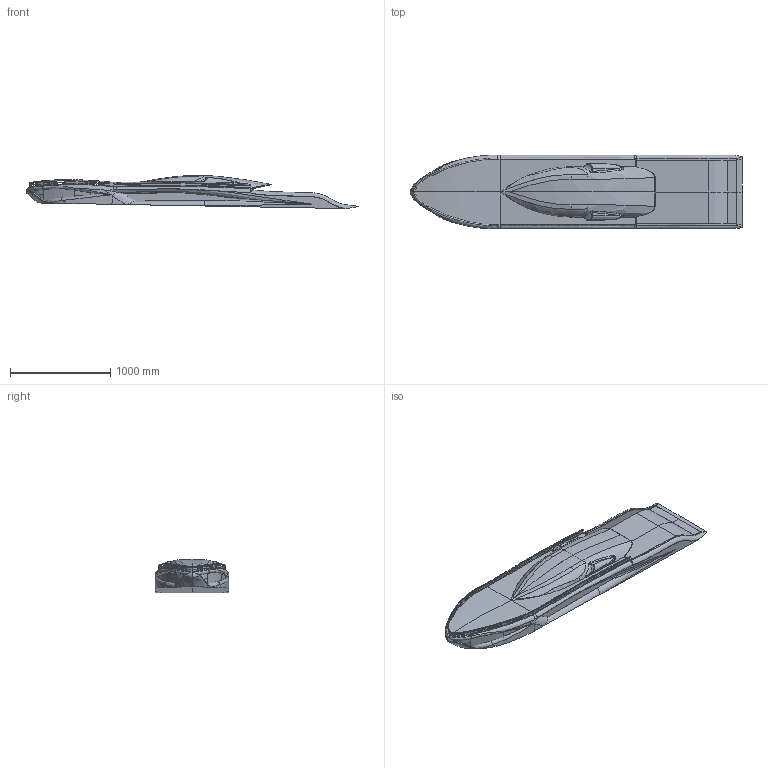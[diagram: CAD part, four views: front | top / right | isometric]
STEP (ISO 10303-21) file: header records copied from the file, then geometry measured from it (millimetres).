
FILE_DESCRIPTION(('FreeCAD Model'),'2;1');
FILE_NAME('Open CASCADE Shape Model','2025-05-03T05:52:19',('FreeCAD'),( 'FreeCAD'),'Open CASCADE STEP processor 7.6','FreeCAD','Unknown');
FILE_SCHEMA(('AUTOMOTIVE_DESIGN { 1 0 10303 214 1 1 1 1 }'));
Products named in the file (1): Open CASCADE STEP translator 7.6 1
Bounding box: 3307.2 x 736.16 x 330.33 mm (x, y, z)
Volume: 81697209.2 mm3; surface area: 11781204.2 mm2
Topology: 16 solids, 120 shells, 256 faces, 944 edges, 812 vertices
Faces by surface type: bspline 256
Entity records: 58503 total; most frequent: CARTESIAN_POINT 53490, ORIENTED_EDGE 1240, EDGE_CURVE 934, B_SPLINE_CURVE_WITH_KNOTS 828, VERTEX_POINT 812, FACE_BOUND 278, EDGE_LOOP 278, ADVANCED_FACE 256
